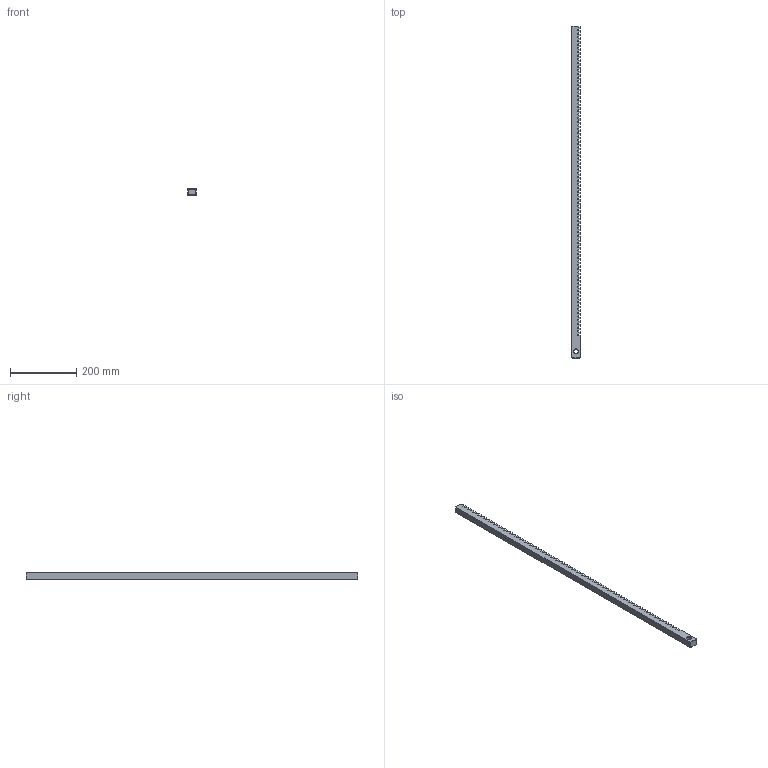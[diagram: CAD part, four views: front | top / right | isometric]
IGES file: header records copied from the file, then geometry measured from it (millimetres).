
Global section: file name: 51153_0697_08; native system: Autodesk Inventor 2022; preprocessor: unknown; author: Nesvadba; date: 20240222.125625; units: millimetre
Bounding box: 25 x 1000 x 20 mm (x, y, z)
Volume: 425873.8 mm3; surface area: 102497.6 mm2
Topology: 1 solids, 1 shells, 351 faces, 1045 edges, 696 vertices
Faces by surface type: bspline 351
